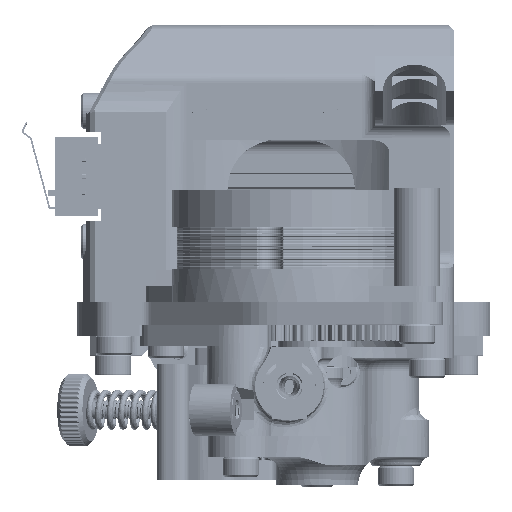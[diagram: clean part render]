
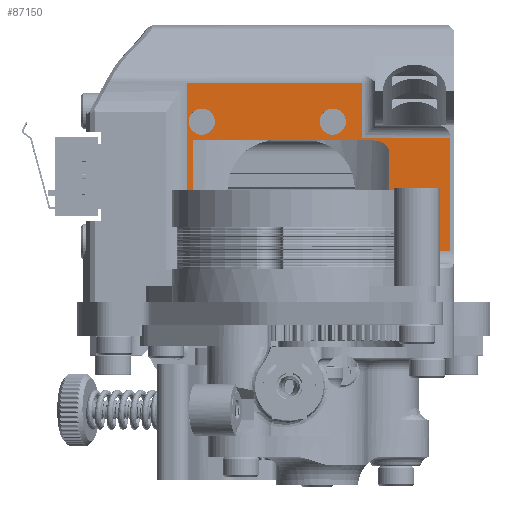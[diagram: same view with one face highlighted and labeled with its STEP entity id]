
A CAD part, top view. The second image highlights one B-rep face of the part: STEP entity #87150.
In plain terms, the highlighted planar face has unit normal (0, 0, 1).
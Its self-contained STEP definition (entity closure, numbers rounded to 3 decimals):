
#7410=LINE('',#241435,#13147);
#7411=LINE('',#241439,#13148);
#7434=LINE('',#241544,#13171);
#7473=LINE('',#241649,#13210);
#7476=LINE('',#241673,#13213);
#7477=LINE('',#241675,#13214);
#7478=LINE('',#241677,#13215);
#7479=LINE('',#241679,#13216);
#7480=LINE('',#241680,#13217);
#7481=LINE('',#241682,#13218);
#7482=LINE('',#241684,#13219);
#7483=LINE('',#241686,#13220);
#7484=LINE('',#241687,#13221);
#13147=VECTOR('',#110905,10.);
#13148=VECTOR('',#110910,10.);
#13171=VECTOR('',#110959,10.);
#13210=VECTOR('',#111052,10.);
#13213=VECTOR('',#111057,10.);
#13214=VECTOR('',#111058,10.);
#13215=VECTOR('',#111059,10.);
#13216=VECTOR('',#111060,10.);
#13217=VECTOR('',#111061,10.);
#13218=VECTOR('',#111062,10.);
#13219=VECTOR('',#111063,10.);
#13220=VECTOR('',#111064,10.);
#13221=VECTOR('',#111065,10.);
#16525=FACE_BOUND('',#24582,.T.);
#16526=FACE_BOUND('',#24583,.T.);
#19513=FACE_OUTER_BOUND('',#24581,.T.);
#24581=EDGE_LOOP('',(#72246,#72247,#72248,#72249,#72250,#72251,#72252,#72253,
#72254,#72255,#72256,#72257,#72258,#72259));
#24582=EDGE_LOOP('',(#72260));
#24583=EDGE_LOOP('',(#72261));
#28911=CIRCLE('',#94723,2.);
#28913=CIRCLE('',#94727,2.);
#33299=B_SPLINE_CURVE_WITH_KNOTS('',3,(#241656,#241657,#241658,#241659,
#241660,#241661,#241662,#241663,#241664,#241665,#241666,#241667,#241668,
#241669,#241670,#241671),.UNSPECIFIED.,.F.,.F.,(4,3,2,2,3,2,4),(1.089,
1.133,1.245,1.326,1.334,1.397,
1.429),.UNSPECIFIED.);
#39145=VERTEX_POINT('',#241415);
#39147=VERTEX_POINT('',#241422);
#39151=VERTEX_POINT('',#241432);
#39152=VERTEX_POINT('',#241434);
#39153=VERTEX_POINT('',#241438);
#39184=VERTEX_POINT('',#241542);
#39211=VERTEX_POINT('',#241648);
#39213=VERTEX_POINT('',#241654);
#39214=VERTEX_POINT('',#241655);
#39215=VERTEX_POINT('',#241672);
#39216=VERTEX_POINT('',#241674);
#39217=VERTEX_POINT('',#241676);
#39218=VERTEX_POINT('',#241678);
#39219=VERTEX_POINT('',#241681);
#39220=VERTEX_POINT('',#241683);
#39221=VERTEX_POINT('',#241685);
#50618=EDGE_CURVE('',#39145,#39145,#28911,.T.);
#50621=EDGE_CURVE('',#39147,#39147,#28913,.T.);
#50626=EDGE_CURVE('',#39151,#39152,#7410,.T.);
#50628=EDGE_CURVE('',#39152,#39153,#7411,.T.);
#50665=EDGE_CURVE('',#39184,#39151,#7434,.T.);
#50713=EDGE_CURVE('',#39153,#39211,#7473,.T.);
#50716=EDGE_CURVE('',#39213,#39214,#33299,.F.);
#50717=EDGE_CURVE('',#39215,#39213,#7476,.T.);
#50718=EDGE_CURVE('',#39215,#39216,#7477,.F.);
#50719=EDGE_CURVE('',#39217,#39216,#7478,.T.);
#50720=EDGE_CURVE('',#39218,#39217,#7479,.T.);
#50721=EDGE_CURVE('',#39211,#39218,#7480,.T.);
#50722=EDGE_CURVE('',#39219,#39184,#7481,.T.);
#50723=EDGE_CURVE('',#39220,#39219,#7482,.T.);
#50724=EDGE_CURVE('',#39220,#39221,#7483,.T.);
#50725=EDGE_CURVE('',#39214,#39221,#7484,.T.);
#72246=ORIENTED_EDGE('',*,*,#50716,.F.);
#72247=ORIENTED_EDGE('',*,*,#50717,.F.);
#72248=ORIENTED_EDGE('',*,*,#50718,.T.);
#72249=ORIENTED_EDGE('',*,*,#50719,.F.);
#72250=ORIENTED_EDGE('',*,*,#50720,.F.);
#72251=ORIENTED_EDGE('',*,*,#50721,.F.);
#72252=ORIENTED_EDGE('',*,*,#50713,.F.);
#72253=ORIENTED_EDGE('',*,*,#50628,.F.);
#72254=ORIENTED_EDGE('',*,*,#50626,.F.);
#72255=ORIENTED_EDGE('',*,*,#50665,.F.);
#72256=ORIENTED_EDGE('',*,*,#50722,.F.);
#72257=ORIENTED_EDGE('',*,*,#50723,.F.);
#72258=ORIENTED_EDGE('',*,*,#50724,.T.);
#72259=ORIENTED_EDGE('',*,*,#50725,.F.);
#72260=ORIENTED_EDGE('',*,*,#50618,.T.);
#72261=ORIENTED_EDGE('',*,*,#50621,.T.);
#83323=PLANE('',#94774);
#87150=ADVANCED_FACE('',(#19513,#16525,#16526),#83323,.F.);
#94723=AXIS2_PLACEMENT_3D('',#241416,#110884,#110885);
#94727=AXIS2_PLACEMENT_3D('',#241423,#110893,#110894);
#94774=AXIS2_PLACEMENT_3D('',#241653,#111055,#111056);
#110884=DIRECTION('center_axis',(0.,0.,
-1.));
#110885=DIRECTION('ref_axis',(-1.,0.,0.));
#110893=DIRECTION('center_axis',(0.,0.,
-1.));
#110894=DIRECTION('ref_axis',(-1.,0.,0.));
#110905=DIRECTION('',(0.,-1.,0.));
#110910=DIRECTION('',(1.,0.,0.));
#110959=DIRECTION('',(1.,0.,0.));
#111052=DIRECTION('',(0.,-1.,0.));
#111055=DIRECTION('center_axis',(0.,0.,
-1.));
#111056=DIRECTION('ref_axis',(0.,-1.,0.));
#111057=DIRECTION('',(0.,1.,0.));
#111058=DIRECTION('',(-1.,0.,0.));
#111059=DIRECTION('',(0.,-1.,0.));
#111060=DIRECTION('',(-0.707,-0.707,0.));
#111061=DIRECTION('',(-1.,0.,0.));
#111062=DIRECTION('',(0.,1.,0.));
#111063=DIRECTION('',(-1.,0.,0.));
#111064=DIRECTION('',(0.,1.,0.));
#111065=DIRECTION('',(-1.,0.,0.));
#241415=CARTESIAN_POINT('',(112.539,57.365,35.775));
#241416=CARTESIAN_POINT('Origin',(110.539,57.365,35.775));
#241422=CARTESIAN_POINT('',(132.539,57.365,35.775));
#241423=CARTESIAN_POINT('Origin',(130.539,57.365,35.775));
#241432=CARTESIAN_POINT('',(135.039,63.332,35.775));
#241434=CARTESIAN_POINT('',(135.039,54.865,35.775));
#241435=CARTESIAN_POINT('',(135.039,62.748,35.775));
#241438=CARTESIAN_POINT('',(148.491,54.865,35.775));
#241439=CARTESIAN_POINT('',(136.407,54.865,35.775));
#241542=CARTESIAN_POINT('',(108.245,63.332,35.775));
#241544=CARTESIAN_POINT('',(112.995,63.332,35.775));
#241648=CARTESIAN_POINT('',(148.491,37.554,35.775));
#241649=CARTESIAN_POINT('',(148.491,59.142,35.775));
#241653=CARTESIAN_POINT('Origin',(123.495,68.63,35.775));
#241654=CARTESIAN_POINT('',(139.195,52.554,35.775));
#241655=CARTESIAN_POINT('',(136.535,54.554,35.775));
#241656=CARTESIAN_POINT('Ctrl Pts',(136.535,54.554,35.775));
#241657=CARTESIAN_POINT('Ctrl Pts',(136.682,54.554,35.775));
#241658=CARTESIAN_POINT('Ctrl Pts',(136.841,54.545,35.775));
#241659=CARTESIAN_POINT('Ctrl Pts',(137.,54.525,35.775));
#241660=CARTESIAN_POINT('Ctrl Pts',(137.402,54.475,35.775));
#241661=CARTESIAN_POINT('Ctrl Pts',(137.801,54.356,35.775));
#241662=CARTESIAN_POINT('Ctrl Pts',(138.41,54.01,35.775));
#241663=CARTESIAN_POINT('Ctrl Pts',(138.643,53.821,35.775));
#241664=CARTESIAN_POINT('Ctrl Pts',(138.842,53.566,35.775));
#241665=CARTESIAN_POINT('Ctrl Pts',(138.858,53.544,35.775));
#241666=CARTESIAN_POINT('Ctrl Pts',(138.874,53.521,35.775));
#241667=CARTESIAN_POINT('Ctrl Pts',(139.007,53.335,35.775));
#241668=CARTESIAN_POINT('Ctrl Pts',(139.104,53.128,35.775));
#241669=CARTESIAN_POINT('Ctrl Pts',(139.182,52.789,35.775));
#241670=CARTESIAN_POINT('Ctrl Pts',(139.195,52.671,35.775));
#241671=CARTESIAN_POINT('Ctrl Pts',(139.195,52.554,35.775));
#241672=CARTESIAN_POINT('',(139.195,29.854,35.775));
#241673=CARTESIAN_POINT('',(139.195,29.954,35.775));
#241674=CARTESIAN_POINT('',(139.334,29.854,35.775));
#241675=CARTESIAN_POINT('',(124.369,29.854,35.775));
#241676=CARTESIAN_POINT('',(139.334,36.848,35.775));
#241677=CARTESIAN_POINT('',(139.334,31.454,35.775));
#241678=CARTESIAN_POINT('',(140.04,37.554,35.775));
#241679=CARTESIAN_POINT('',(139.687,37.201,35.775));
#241680=CARTESIAN_POINT('',(134.243,37.554,35.775));
#241681=CARTESIAN_POINT('',(108.245,34.654,35.775));
#241682=CARTESIAN_POINT('',(108.245,57.669,35.775));
#241683=CARTESIAN_POINT('',(109.167,34.654,35.775));
#241684=CARTESIAN_POINT('',(104.659,34.654,35.775));
#241685=CARTESIAN_POINT('',(109.167,54.554,35.775));
#241686=CARTESIAN_POINT('',(109.167,46.9,35.775));
#241687=CARTESIAN_POINT('',(123.743,54.554,35.775));
